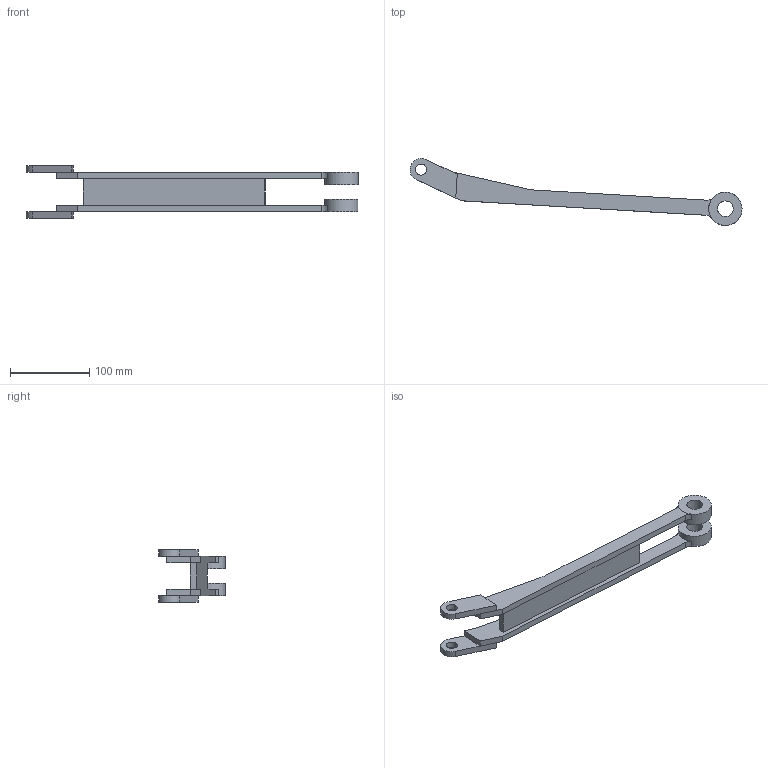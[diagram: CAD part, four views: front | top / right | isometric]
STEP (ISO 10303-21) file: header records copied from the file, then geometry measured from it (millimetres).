
FILE_DESCRIPTION( ( 'STEP AP203' ), '1' );
FILE_NAME( 'Active_link.step', ' ', ( ' ' ), ( ' ' ), 'PSStep 18.0.1', ' ', ' ' );
FILE_SCHEMA( ( 'AUTOMOTIVE_DESIGN { 1 0 10303 214 1 1 1 1 }' ) );
Length unit declared in the file: metre
Products named in the file (9): Assem1
Assembly tree (8 placements, depth 3):
  Assem1
    (unnamed)
      (unnamed)
      (unnamed)
      (unnamed)
      (unnamed)
      (unnamed)
      (unnamed)
      (unnamed)
Bounding box: 419.19 x 84.51 x 66 mm (x, y, z)
Volume: 240363.4 mm3; surface area: 81810.2 mm2
Topology: 7 solids, 7 shells, 52 faces, 116 edges, 78 vertices
Faces by surface type: plane 36, cylinder 16
Full cylindrical faces by diameter (mm): 14 x2, 20 x2, 42 x2
Entity records: 2530 total; most frequent: DIRECTION 264, CARTESIAN_POINT 246, ORIENTED_EDGE 216, STYLED_ITEM 160, PRESENTATION_STYLE_ASSIGNMENT 160, COLOUR_RGB 160, EDGE_CURVE 108, CURVE_STYLE 108
